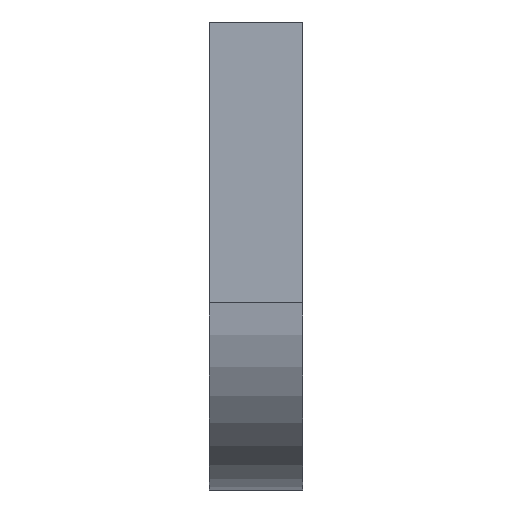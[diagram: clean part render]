
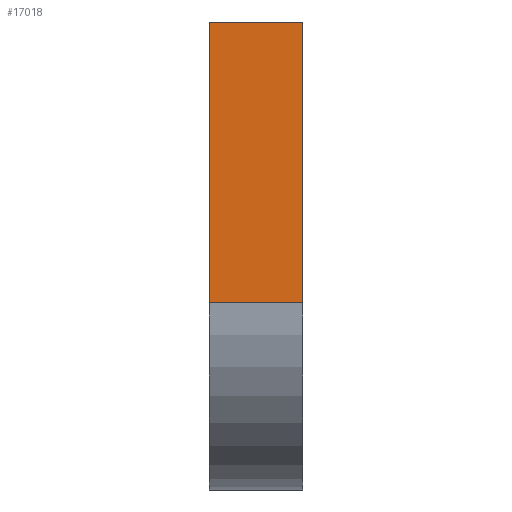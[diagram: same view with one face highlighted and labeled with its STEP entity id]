
A CAD part, left-side view. The second image highlights one B-rep face of the part: STEP entity #17018.
In plain terms, the highlighted planar face has unit normal (-1, 0, 0).
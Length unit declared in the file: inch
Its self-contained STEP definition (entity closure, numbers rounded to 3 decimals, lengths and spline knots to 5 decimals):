
#849 = VECTOR ( 'NONE', #14542, 39.37008 ) ;
#1208 = DIRECTION ( 'NONE',  ( 0., 1., 0. ) ) ;
#1233 = CARTESIAN_POINT ( 'NONE',  ( -0.5, 0., 0. ) ) ;
#1282 = EDGE_CURVE ( 'NONE', #9858, #2586, #4608, .T. ) ;
#1856 = LINE ( 'NONE', #9132, #849 ) ;
#2209 = LINE ( 'NONE', #11829, #15245 ) ;
#2586 = VERTEX_POINT ( 'NONE', #1233 ) ;
#3063 = FACE_OUTER_BOUND ( 'NONE', #16902, .T. ) ;
#3750 = CARTESIAN_POINT ( 'NONE',  ( -0.5, 0.25, 0.75 ) ) ;
#4608 = LINE ( 'NONE', #12386, #14709 ) ;
#4655 = PLANE ( 'NONE',  #10602 ) ;
#5576 = EDGE_CURVE ( 'NONE', #2586, #16976, #2209, .T. ) ;
#5853 = DIRECTION ( 'NONE',  ( 0., 0., -1. ) ) ;
#5980 = DIRECTION ( 'NONE',  ( 0., 0., 1. ) ) ;
#6098 = CARTESIAN_POINT ( 'NONE',  ( -0.5, 0., 0.75 ) ) ;
#7783 = CARTESIAN_POINT ( 'NONE',  ( -0.5, -0.90139, 0.75 ) ) ;
#7837 = VECTOR ( 'NONE', #1208, 39.37008 ) ;
#8340 = CARTESIAN_POINT ( 'NONE',  ( -0.5, -0.90139, 0. ) ) ;
#8993 = VERTEX_POINT ( 'NONE', #3750 ) ;
#9132 = CARTESIAN_POINT ( 'NONE',  ( -0.5, 0.25, 0. ) ) ;
#9858 = VERTEX_POINT ( 'NONE', #6098 ) ;
#10539 = LINE ( 'NONE', #7783, #7837 ) ;
#10602 = AXIS2_PLACEMENT_3D ( 'NONE', #8340, #13885, #5980 ) ;
#11099 = ORIENTED_EDGE ( 'NONE', *, *, #5576, .F. ) ;
#11538 = EDGE_CURVE ( 'NONE', #9858, #8993, #10539, .T. ) ;
#11829 = CARTESIAN_POINT ( 'NONE',  ( -0.5, -0.90139, 0. ) ) ;
#12073 = ORIENTED_EDGE ( 'NONE', *, *, #11538, .T. ) ;
#12386 = CARTESIAN_POINT ( 'NONE',  ( -0.5, 0., 0. ) ) ;
#12742 = ORIENTED_EDGE ( 'NONE', *, *, #1282, .F. ) ;
#13769 = CARTESIAN_POINT ( 'NONE',  ( -0.5, 0.25, 0. ) ) ;
#13885 = DIRECTION ( 'NONE',  ( -1., 0., 0. ) ) ;
#14529 = DIRECTION ( 'NONE',  ( 0., 1., 0. ) ) ;
#14542 = DIRECTION ( 'NONE',  ( 0., 0., 1. ) ) ;
#14709 = VECTOR ( 'NONE', #5853, 39.37008 ) ;
#15245 = VECTOR ( 'NONE', #14529, 39.37008 ) ;
#16127 = EDGE_CURVE ( 'NONE', #16976, #8993, #1856, .T. ) ;
#16384 = ORIENTED_EDGE ( 'NONE', *, *, #16127, .F. ) ;
#16902 = EDGE_LOOP ( 'NONE', ( #12742, #12073, #16384, #11099 ) ) ;
#16976 = VERTEX_POINT ( 'NONE', #13769 ) ;
#17018 = ADVANCED_FACE ( 'NONE', ( #3063 ), #4655, .T. ) ;
